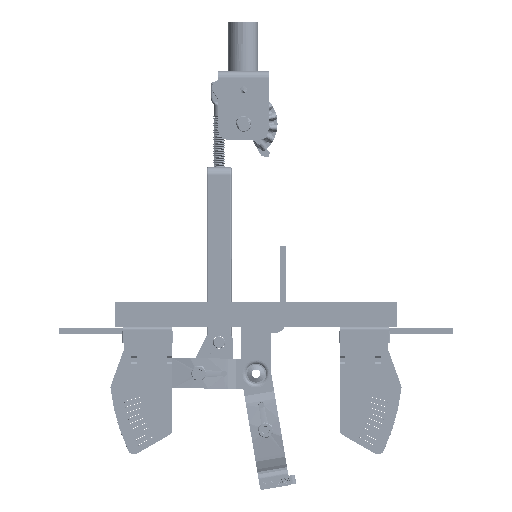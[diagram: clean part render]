
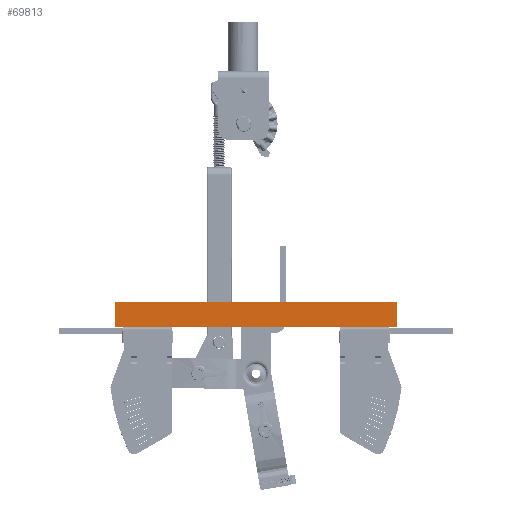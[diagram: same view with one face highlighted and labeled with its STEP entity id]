
A CAD part, left-side view. The second image highlights one B-rep face of the part: STEP entity #69813.
In plain terms, the highlighted planar face has unit normal (-1, 0, 0).
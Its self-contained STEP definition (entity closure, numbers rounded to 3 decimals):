
#3091 = EDGE_CURVE ( 'NONE', #18690, #60833, #53717, .T. ) ;
#7652 = DIRECTION ( 'NONE',  ( 0., 0., -1. ) ) ;
#9130 = CARTESIAN_POINT ( 'NONE',  ( -135., 140., 12.5 ) ) ;
#9814 = LINE ( 'NONE', #25122, #53295 ) ;
#10222 = VECTOR ( 'NONE', #71417, 1000. ) ;
#10247 = CARTESIAN_POINT ( 'NONE',  ( -135., -140., 12.5 ) ) ;
#11380 = FACE_OUTER_BOUND ( 'NONE', #27851, .T. ) ;
#14863 = DIRECTION ( 'NONE',  ( 0., 1., 0. ) ) ;
#15933 = ORIENTED_EDGE ( 'NONE', *, *, #67316, .F. ) ;
#18690 = VERTEX_POINT ( 'NONE', #41478 ) ;
#18728 = EDGE_CURVE ( 'NONE', #46377, #18690, #62957, .T. ) ;
#19541 = VECTOR ( 'NONE', #7652, 1000. ) ;
#23017 = LINE ( 'NONE', #10247, #51392 ) ;
#25122 = CARTESIAN_POINT ( 'NONE',  ( -135., 140., 12.5 ) ) ;
#27851 = EDGE_LOOP ( 'NONE', ( #50716, #52381, #15933, #53698 ) ) ;
#39580 = AXIS2_PLACEMENT_3D ( 'NONE', #9130, #48846, #14863 ) ;
#40427 = CARTESIAN_POINT ( 'NONE',  ( -135., -140., -12.5 ) ) ;
#41478 = CARTESIAN_POINT ( 'NONE',  ( -135., 140., -12.5 ) ) ;
#41706 = CARTESIAN_POINT ( 'NONE',  ( -135., 140., 12.5 ) ) ;
#46377 = VERTEX_POINT ( 'NONE', #57312 ) ;
#47096 = CARTESIAN_POINT ( 'NONE',  ( -135., -140., 12.5 ) ) ;
#47938 = DIRECTION ( 'NONE',  ( 0., -1., 0. ) ) ;
#48846 = DIRECTION ( 'NONE',  ( 1., 0., 0. ) ) ;
#48870 = CARTESIAN_POINT ( 'NONE',  ( -135., 140., -12.5 ) ) ;
#50716 = ORIENTED_EDGE ( 'NONE', *, *, #3091, .T. ) ;
#51392 = VECTOR ( 'NONE', #55660, 1000. ) ;
#52381 = ORIENTED_EDGE ( 'NONE', *, *, #69113, .F. ) ;
#53295 = VECTOR ( 'NONE', #47938, 1000. ) ;
#53698 = ORIENTED_EDGE ( 'NONE', *, *, #18728, .T. ) ;
#53717 = LINE ( 'NONE', #48870, #10222 ) ;
#55660 = DIRECTION ( 'NONE',  ( 0., 0., -1. ) ) ;
#57312 = CARTESIAN_POINT ( 'NONE',  ( -135., 140., 12.5 ) ) ;
#60833 = VERTEX_POINT ( 'NONE', #40427 ) ;
#62957 = LINE ( 'NONE', #41706, #19541 ) ;
#65920 = VERTEX_POINT ( 'NONE', #47096 ) ;
#67316 = EDGE_CURVE ( 'NONE', #46377, #65920, #9814, .T. ) ;
#69113 = EDGE_CURVE ( 'NONE', #65920, #60833, #23017, .T. ) ;
#69813 = ADVANCED_FACE ( 'NONE', ( #11380 ), #71392, .F. ) ;
#71392 = PLANE ( 'NONE',  #39580 ) ;
#71417 = DIRECTION ( 'NONE',  ( 0., -1., 0. ) ) ;
